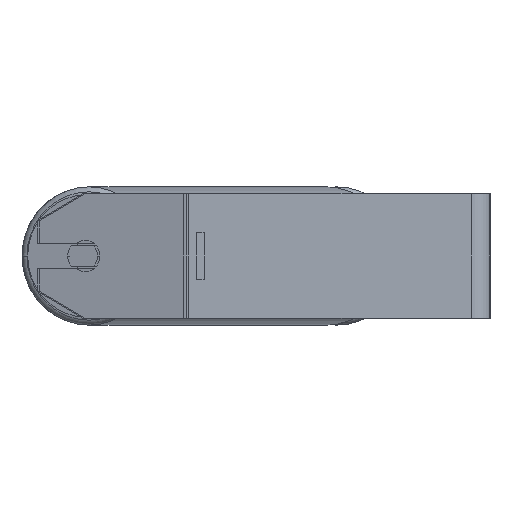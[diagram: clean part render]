
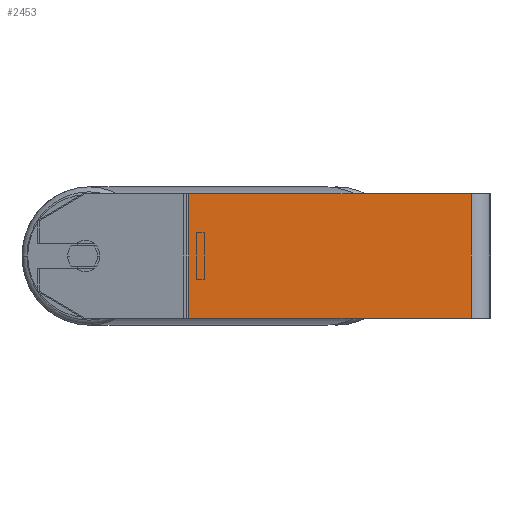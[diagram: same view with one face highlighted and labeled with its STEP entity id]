
A CAD part, left-side view. The second image highlights one B-rep face of the part: STEP entity #2453.
In plain terms, the highlighted planar face has unit normal (-1, 0, 0).
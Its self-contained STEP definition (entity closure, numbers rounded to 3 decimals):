
#556 = CARTESIAN_POINT ( 'NONE',  ( -945., 195.678, -40. ) ) ;
#781 = CARTESIAN_POINT ( 'NONE',  ( -945., 194.098, 40. ) ) ;
#1308 = VERTEX_POINT ( 'NONE', #2059 ) ;
#1406 = DIRECTION ( 'NONE',  ( 0., 0., -1. ) ) ;
#1493 = LINE ( 'NONE', #781, #7733 ) ;
#1527 = DIRECTION ( 'NONE',  ( 1., 0., 0. ) ) ;
#1670 = EDGE_CURVE ( 'NONE', #1308, #7736, #7463, .T. ) ;
#1890 = AXIS2_PLACEMENT_3D ( 'NONE', #2226, #1527, #5648 ) ;
#2059 = CARTESIAN_POINT ( 'NONE',  ( -945., 194.098, -40. ) ) ;
#2226 = CARTESIAN_POINT ( 'NONE',  ( -945., 195.678, 40. ) ) ;
#2453 = ADVANCED_FACE ( 'NONE', ( #6261 ), #7729, .F. ) ;
#2564 = CARTESIAN_POINT ( 'NONE',  ( -945., 12., 40. ) ) ;
#2571 = ORIENTED_EDGE ( 'NONE', *, *, #1670, .T. ) ;
#2819 = LINE ( 'NONE', #3391, #4624 ) ;
#2840 = ORIENTED_EDGE ( 'NONE', *, *, #7371, .F. ) ;
#3391 = CARTESIAN_POINT ( 'NONE',  ( -945., 12., 40. ) ) ;
#3476 = DIRECTION ( 'NONE',  ( 0., 0., -1. ) ) ;
#3587 = CARTESIAN_POINT ( 'NONE',  ( -945., 195.678, 40. ) ) ;
#4170 = ORIENTED_EDGE ( 'NONE', *, *, #5714, .F. ) ;
#4624 = VECTOR ( 'NONE', #1406, 1000. ) ;
#4843 = LINE ( 'NONE', #3587, #5503 ) ;
#4924 = CARTESIAN_POINT ( 'NONE',  ( -945., 12., -40. ) ) ;
#5503 = VECTOR ( 'NONE', #5594, 1000. ) ;
#5594 = DIRECTION ( 'NONE',  ( 0., -1., 0. ) ) ;
#5648 = DIRECTION ( 'NONE',  ( 0., 0., -1. ) ) ;
#5714 = EDGE_CURVE ( 'NONE', #8019, #7736, #2819, .T. ) ;
#5759 = EDGE_CURVE ( 'NONE', #8243, #1308, #1493, .T. ) ;
#5842 = CARTESIAN_POINT ( 'NONE',  ( -945., 194.098, 40. ) ) ;
#6207 = EDGE_LOOP ( 'NONE', ( #2571, #4170, #2840, #7952 ) ) ;
#6261 = FACE_OUTER_BOUND ( 'NONE', #6207, .T. ) ;
#6661 = DIRECTION ( 'NONE',  ( 0., -1., 0. ) ) ;
#7136 = VECTOR ( 'NONE', #6661, 1000. ) ;
#7371 = EDGE_CURVE ( 'NONE', #8243, #8019, #4843, .T. ) ;
#7463 = LINE ( 'NONE', #556, #7136 ) ;
#7729 = PLANE ( 'NONE',  #1890 ) ;
#7733 = VECTOR ( 'NONE', #3476, 1000. ) ;
#7736 = VERTEX_POINT ( 'NONE', #4924 ) ;
#7952 = ORIENTED_EDGE ( 'NONE', *, *, #5759, .T. ) ;
#8019 = VERTEX_POINT ( 'NONE', #2564 ) ;
#8243 = VERTEX_POINT ( 'NONE', #5842 ) ;
